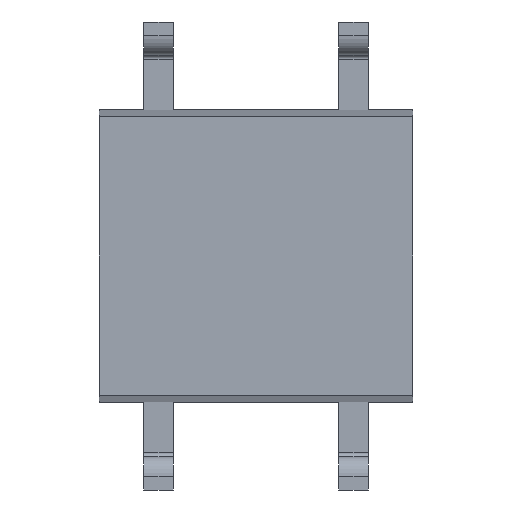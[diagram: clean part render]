
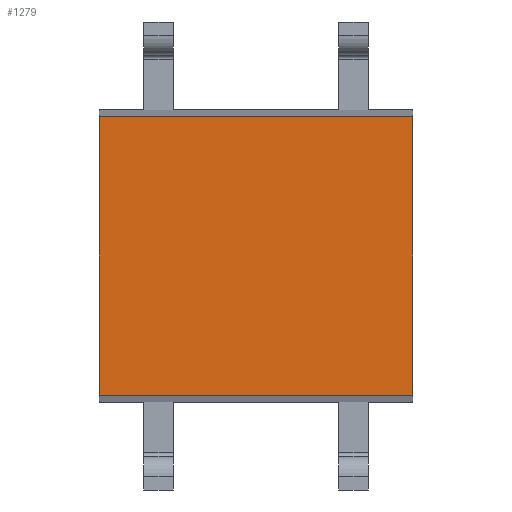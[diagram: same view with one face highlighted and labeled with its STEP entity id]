
A CAD part, front view. The second image highlights one B-rep face of the part: STEP entity #1279.
In plain terms, the highlighted planar face has unit normal (0, -1, 0).
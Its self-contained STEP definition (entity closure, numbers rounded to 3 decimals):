
#7 = DIRECTION ( 'NONE',  ( 1., 0., 0. ) ) ;
#38 = CARTESIAN_POINT ( 'NONE',  ( -2.044, -1.037, 1.814 ) ) ;
#74 = CARTESIAN_POINT ( 'NONE',  ( 2.045, -1.037, -1.814 ) ) ;
#103 = CARTESIAN_POINT ( 'NONE',  ( -2.044, -1.037, 1.814 ) ) ;
#134 = EDGE_CURVE ( 'NONE', #3017, #522, #987, .T. ) ;
#197 = ORIENTED_EDGE ( 'NONE', *, *, #1163, .F. ) ;
#239 = LINE ( 'NONE', #2080, #2101 ) ;
#355 = FACE_OUTER_BOUND ( 'NONE', #2495, .T. ) ;
#430 = CARTESIAN_POINT ( 'NONE',  ( -2.044, -1.037, -1.814 ) ) ;
#508 = ORIENTED_EDGE ( 'NONE', *, *, #2751, .T. ) ;
#512 = VECTOR ( 'NONE', #7, 1000. ) ;
#522 = VERTEX_POINT ( 'NONE', #1199 ) ;
#747 = DIRECTION ( 'NONE',  ( 0., 0., 1. ) ) ;
#922 = VECTOR ( 'NONE', #2236, 1000. ) ;
#987 = LINE ( 'NONE', #1928, #512 ) ;
#1041 = EDGE_CURVE ( 'NONE', #522, #1773, #2617, .T. ) ;
#1067 = DIRECTION ( 'NONE',  ( -1., 0., 0. ) ) ;
#1163 = EDGE_CURVE ( 'NONE', #1773, #2680, #239, .T. ) ;
#1199 = CARTESIAN_POINT ( 'NONE',  ( 2.045, -1.037, 1.814 ) ) ;
#1235 = DIRECTION ( 'NONE',  ( 0., 0., -1. ) ) ;
#1254 = ORIENTED_EDGE ( 'NONE', *, *, #134, .F. ) ;
#1264 = ORIENTED_EDGE ( 'NONE', *, *, #1041, .F. ) ;
#1279 = ADVANCED_FACE ( 'NONE', ( #355 ), #1425, .F. ) ;
#1280 = LINE ( 'NONE', #38, #1536 ) ;
#1425 = PLANE ( 'NONE',  #2318 ) ;
#1536 = VECTOR ( 'NONE', #1235, 1000. ) ;
#1773 = VERTEX_POINT ( 'NONE', #74 ) ;
#1928 = CARTESIAN_POINT ( 'NONE',  ( 0., -1.037, 1.814 ) ) ;
#1952 = DIRECTION ( 'NONE',  ( 0., 1., 0. ) ) ;
#1980 = CARTESIAN_POINT ( 'NONE',  ( 2.045, -1.037, 1.814 ) ) ;
#2080 = CARTESIAN_POINT ( 'NONE',  ( 0., -1.037, -1.814 ) ) ;
#2101 = VECTOR ( 'NONE', #1067, 1000. ) ;
#2236 = DIRECTION ( 'NONE',  ( 0., 0., -1. ) ) ;
#2318 = AXIS2_PLACEMENT_3D ( 'NONE', #2676, #1952, #747 ) ;
#2495 = EDGE_LOOP ( 'NONE', ( #1254, #508, #197, #1264 ) ) ;
#2617 = LINE ( 'NONE', #1980, #922 ) ;
#2676 = CARTESIAN_POINT ( 'NONE',  ( 0., -1.037, 0. ) ) ;
#2680 = VERTEX_POINT ( 'NONE', #430 ) ;
#2751 = EDGE_CURVE ( 'NONE', #3017, #2680, #1280, .T. ) ;
#3017 = VERTEX_POINT ( 'NONE', #103 ) ;
